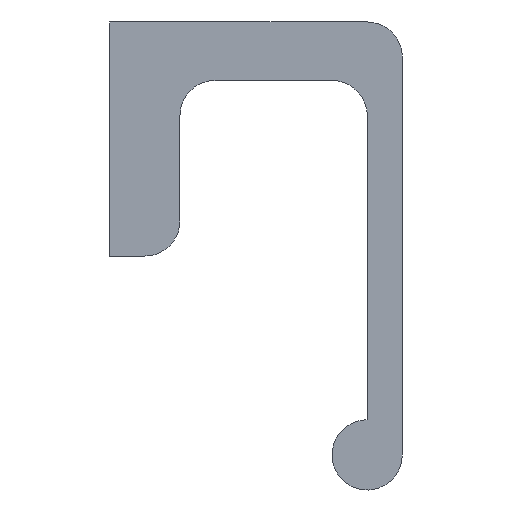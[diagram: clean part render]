
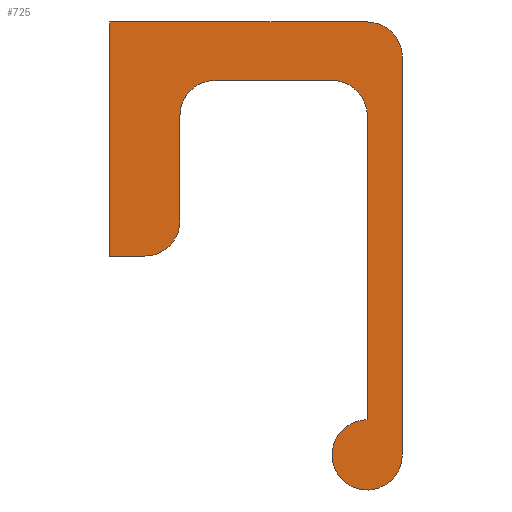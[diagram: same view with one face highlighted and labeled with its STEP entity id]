
A CAD part, left-side view. The second image highlights one B-rep face of the part: STEP entity #725.
In plain terms, the highlighted free-form (B-spline) face has degree [1, 1] with [2, 2] control points.
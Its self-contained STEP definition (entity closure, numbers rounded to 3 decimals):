
#590=CARTESIAN_POINT('',(0.0,-26.249,1.998));
#591=CARTESIAN_POINT('',(0.0,1.249,1.998));
#592=CARTESIAN_POINT('',(0.0,-26.249,-41.998));
#593=CARTESIAN_POINT('',(0.0,1.249,-41.998));
#594=B_SPLINE_SURFACE_WITH_KNOTS('',1,1,((#590,#592),(#591,#593)),.UNSPECIFIED.,.F.,.F.,.U.,(2,2),(2,2),(0.0,27.498),(0.0,43.996),.UNSPECIFIED.);
#595=CARTESIAN_POINT('',(0.0,0.0,0.0));
#596=VERTEX_POINT('',#595);
#597=CARTESIAN_POINT('',(0.0,0.0,-20.0));
#598=VERTEX_POINT('',#597);
#599=CARTESIAN_POINT('',(0.0,0.0,0.0));
#600=CARTESIAN_POINT('',(0.0,0.0,-20.0));
#601=QUASI_UNIFORM_CURVE('',1,(#599,#600),.UNSPECIFIED.,.F.,.U.);
#602=EDGE_CURVE('',#596,#598,#601,.T.);
#603=ORIENTED_EDGE('',*,*,#602,.T.);
#604=CARTESIAN_POINT('',(0.0,-3.0,-20.0));
#605=VERTEX_POINT('',#604);
#606=CARTESIAN_POINT('',(0.0,0.0,-20.0));
#607=CARTESIAN_POINT('',(0.0,-3.0,-20.0));
#608=QUASI_UNIFORM_CURVE('',1,(#606,#607),.UNSPECIFIED.,.F.,.U.);
#609=EDGE_CURVE('',#598,#605,#608,.T.);
#610=ORIENTED_EDGE('',*,*,#609,.T.);
#611=CARTESIAN_POINT('',(0.0,-6.0,-17.0));
#612=VERTEX_POINT('',#611);
#613=CARTESIAN_POINT('',(0.0,-6.0,-17.0));
#614=CARTESIAN_POINT('',(0.0,-6.0,-20.));
#615=CARTESIAN_POINT('',(0.0,-3.0,-20.0));
#623=(BOUNDED_CURVE()B_SPLINE_CURVE(2,(#613,#614,#615),.UNSPECIFIED.,.F.,.U.)CURVE()GEOMETRIC_REPRESENTATION_ITEM()QUASI_UNIFORM_CURVE()RATIONAL_B_SPLINE_CURVE((1.0,0.707,1.0))REPRESENTATION_ITEM(''));
#624=EDGE_CURVE('',#612,#605,#623,.T.);
#625=ORIENTED_EDGE('',*,*,#624,.F.);
#626=CARTESIAN_POINT('',(0.0,-6.0,-8.0));
#627=VERTEX_POINT('',#626);
#628=CARTESIAN_POINT('',(0.0,-6.0,-17.0));
#629=CARTESIAN_POINT('',(0.0,-6.0,-8.0));
#630=QUASI_UNIFORM_CURVE('',1,(#628,#629),.UNSPECIFIED.,.F.,.U.);
#631=EDGE_CURVE('',#612,#627,#630,.T.);
#632=ORIENTED_EDGE('',*,*,#631,.T.);
#633=CARTESIAN_POINT('',(0.0,-9.0,-5.0));
#634=VERTEX_POINT('',#633);
#635=CARTESIAN_POINT('',(0.0,-6.,-8.0));
#636=CARTESIAN_POINT('',(0.0,-6.,-5.));
#637=CARTESIAN_POINT('',(0.0,-9.0,-5.0));
#645=(BOUNDED_CURVE()B_SPLINE_CURVE(2,(#635,#636,#637),.UNSPECIFIED.,.F.,.U.)CURVE()GEOMETRIC_REPRESENTATION_ITEM()QUASI_UNIFORM_CURVE()RATIONAL_B_SPLINE_CURVE((1.0,0.707,1.0))REPRESENTATION_ITEM(''));
#646=EDGE_CURVE('',#627,#634,#645,.T.);
#647=ORIENTED_EDGE('',*,*,#646,.T.);
#648=CARTESIAN_POINT('',(0.0,-19.0,-5.0));
#649=VERTEX_POINT('',#648);
#650=CARTESIAN_POINT('',(0.0,-9.0,-5.0));
#651=CARTESIAN_POINT('',(0.0,-19.0,-5.0));
#652=QUASI_UNIFORM_CURVE('',1,(#650,#651),.UNSPECIFIED.,.F.,.U.);
#653=EDGE_CURVE('',#634,#649,#652,.T.);
#654=ORIENTED_EDGE('',*,*,#653,.T.);
#655=CARTESIAN_POINT('',(0.0,-22.0,-8.0));
#656=VERTEX_POINT('',#655);
#657=CARTESIAN_POINT('',(0.0,-19.0,-5.0));
#658=CARTESIAN_POINT('',(0.0,-22.,-5.));
#659=CARTESIAN_POINT('',(0.0,-22.0,-8.0));
#667=(BOUNDED_CURVE()B_SPLINE_CURVE(2,(#657,#658,#659),.UNSPECIFIED.,.F.,.U.)CURVE()GEOMETRIC_REPRESENTATION_ITEM()QUASI_UNIFORM_CURVE()RATIONAL_B_SPLINE_CURVE((1.0,0.707,1.0))REPRESENTATION_ITEM(''));
#668=EDGE_CURVE('',#649,#656,#667,.T.);
#669=ORIENTED_EDGE('',*,*,#668,.T.);
#670=CARTESIAN_POINT('',(0.0,-22.0,-34.0));
#671=VERTEX_POINT('',#670);
#672=CARTESIAN_POINT('',(0.0,-22.0,-8.0));
#673=CARTESIAN_POINT('',(0.0,-22.0,-34.0));
#674=QUASI_UNIFORM_CURVE('',1,(#672,#673),.UNSPECIFIED.,.F.,.U.);
#675=EDGE_CURVE('',#656,#671,#674,.T.);
#676=ORIENTED_EDGE('',*,*,#675,.T.);
#677=CARTESIAN_POINT('',(0.0,-25.0,-37.0));
#678=VERTEX_POINT('',#677);
#679=CARTESIAN_POINT('',(0.0,-25.0,-37.0));
#680=CARTESIAN_POINT('',(0.0,-25.0,-40.));
#681=CARTESIAN_POINT('',(0.0,-22.0,-40.0));
#682=CARTESIAN_POINT('',(0.0,-19.,-40.));
#683=CARTESIAN_POINT('',(0.0,-19.0,-37.0));
#684=CARTESIAN_POINT('',(0.0,-19.,-34.));
#685=CARTESIAN_POINT('',(0.0,-22.0,-34.));
#693=(BOUNDED_CURVE()B_SPLINE_CURVE(2,(#679,#680,#681,#682,#683,#684,#685),.UNSPECIFIED.,.F.,.U.)B_SPLINE_CURVE_WITH_KNOTS((3,2,2,3),(0.0,0.333,0.667,1.0),.UNSPECIFIED.)CURVE()GEOMETRIC_REPRESENTATION_ITEM()RATIONAL_B_SPLINE_CURVE((1.0,0.707,1.0,0.707,1.0,0.707,1.0))REPRESENTATION_ITEM(''));
#694=EDGE_CURVE('',#678,#671,#693,.T.);
#695=ORIENTED_EDGE('',*,*,#694,.F.);
#696=CARTESIAN_POINT('',(0.0,-25.0,-3.0));
#697=VERTEX_POINT('',#696);
#698=CARTESIAN_POINT('',(0.0,-25.0,-37.0));
#699=CARTESIAN_POINT('',(0.0,-25.0,-3.0));
#700=QUASI_UNIFORM_CURVE('',1,(#698,#699),.UNSPECIFIED.,.F.,.U.);
#701=EDGE_CURVE('',#678,#697,#700,.T.);
#702=ORIENTED_EDGE('',*,*,#701,.T.);
#703=CARTESIAN_POINT('',(0.0,-22.0,0.0));
#704=VERTEX_POINT('',#703);
#705=CARTESIAN_POINT('',(0.0,-22.0,0.0));
#706=CARTESIAN_POINT('',(0.0,-25.0,0.0));
#707=CARTESIAN_POINT('',(0.0,-25.0,-3.0));
#715=(BOUNDED_CURVE()B_SPLINE_CURVE(2,(#705,#706,#707),.UNSPECIFIED.,.F.,.U.)CURVE()GEOMETRIC_REPRESENTATION_ITEM()QUASI_UNIFORM_CURVE()RATIONAL_B_SPLINE_CURVE((1.0,0.707,1.0))REPRESENTATION_ITEM(''));
#716=EDGE_CURVE('',#704,#697,#715,.T.);
#717=ORIENTED_EDGE('',*,*,#716,.F.);
#718=CARTESIAN_POINT('',(0.0,-22.0,0.0));
#719=CARTESIAN_POINT('',(0.0,0.0,0.0));
#720=QUASI_UNIFORM_CURVE('',1,(#718,#719),.UNSPECIFIED.,.F.,.U.);
#721=EDGE_CURVE('',#704,#596,#720,.T.);
#722=ORIENTED_EDGE('',*,*,#721,.T.);
#723=EDGE_LOOP('',(#603,#610,#625,#632,#647,#654,#669,#676,#695,#702,#717,#722));
#724=FACE_OUTER_BOUND('',#723,.T.);
#725=ADVANCED_FACE('',(#724),#594,.T.);
